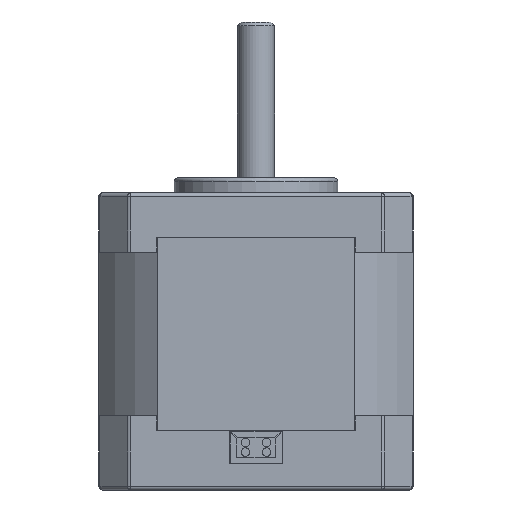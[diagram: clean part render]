
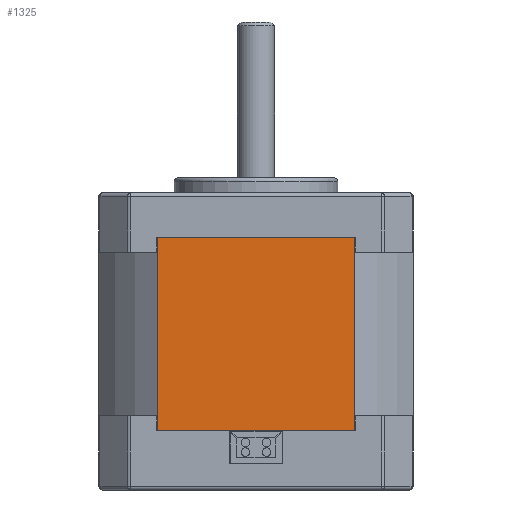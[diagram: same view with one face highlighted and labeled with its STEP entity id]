
A CAD part, front view. The second image highlights one B-rep face of the part: STEP entity #1325.
In plain terms, the highlighted planar face has unit normal (0, -1, 0).
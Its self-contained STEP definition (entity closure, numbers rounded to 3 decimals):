
#1174 = VERTEX_POINT ( 'NONE', #11711 ) ;
#1325 = ADVANCED_FACE ( 'NONE', ( #5553 ), #4984, .T. ) ;
#2196 = DIRECTION ( 'NONE',  ( 0., 0., 1. ) ) ;
#2336 = VERTEX_POINT ( 'NONE', #5647 ) ;
#2797 = LINE ( 'NONE', #10005, #5812 ) ;
#3417 = EDGE_CURVE ( 'NONE', #2336, #1174, #11025, .T. ) ;
#3733 = DIRECTION ( 'NONE',  ( -1., 0., 0. ) ) ;
#3987 = AXIS2_PLACEMENT_3D ( 'NONE', #4308, #4209, #4167 ) ;
#4167 = DIRECTION ( 'NONE',  ( 0., 0., -1. ) ) ;
#4209 = DIRECTION ( 'NONE',  ( 0., -1., 0. ) ) ;
#4308 = CARTESIAN_POINT ( 'NONE',  ( 0., -21.16, 93.85 ) ) ;
#4394 = ORIENTED_EDGE ( 'NONE', *, *, #11383, .F. ) ;
#4826 = LINE ( 'NONE', #5863, #7776 ) ;
#4984 = PLANE ( 'NONE',  #3987 ) ;
#5553 = FACE_OUTER_BOUND ( 'NONE', #10780, .T. ) ;
#5647 = CARTESIAN_POINT ( 'NONE',  ( 13.314, -21.16, 34. ) ) ;
#5812 = VECTOR ( 'NONE', #2196, 1000. ) ;
#5863 = CARTESIAN_POINT ( 'NONE',  ( 0., -21.16, 8. ) ) ;
#7106 = CARTESIAN_POINT ( 'NONE',  ( 0., -21.16, 34. ) ) ;
#7284 = LINE ( 'NONE', #10403, #13174 ) ;
#7746 = ORIENTED_EDGE ( 'NONE', *, *, #11601, .F. ) ;
#7776 = VECTOR ( 'NONE', #12483, 1000. ) ;
#8072 = DIRECTION ( 'NONE',  ( 0., 0., -1. ) ) ;
#8575 = EDGE_CURVE ( 'NONE', #12903, #8679, #4826, .T. ) ;
#8679 = VERTEX_POINT ( 'NONE', #9315 ) ;
#9315 = CARTESIAN_POINT ( 'NONE',  ( -13.314, -21.16, 8. ) ) ;
#9774 = ORIENTED_EDGE ( 'NONE', *, *, #3417, .T. ) ;
#10005 = CARTESIAN_POINT ( 'NONE',  ( -13.314, -21.16, 93.85 ) ) ;
#10403 = CARTESIAN_POINT ( 'NONE',  ( 13.314, -21.16, 93.85 ) ) ;
#10780 = EDGE_LOOP ( 'NONE', ( #12498, #7746, #9774, #4394 ) ) ;
#11025 = LINE ( 'NONE', #7106, #13941 ) ;
#11383 = EDGE_CURVE ( 'NONE', #8679, #1174, #2797, .T. ) ;
#11601 = EDGE_CURVE ( 'NONE', #2336, #12903, #7284, .T. ) ;
#11711 = CARTESIAN_POINT ( 'NONE',  ( -13.314, -21.16, 34. ) ) ;
#12483 = DIRECTION ( 'NONE',  ( -1., 0., 0. ) ) ;
#12498 = ORIENTED_EDGE ( 'NONE', *, *, #8575, .F. ) ;
#12903 = VERTEX_POINT ( 'NONE', #14018 ) ;
#13174 = VECTOR ( 'NONE', #8072, 1000. ) ;
#13941 = VECTOR ( 'NONE', #3733, 1000. ) ;
#14018 = CARTESIAN_POINT ( 'NONE',  ( 13.314, -21.16, 8. ) ) ;
